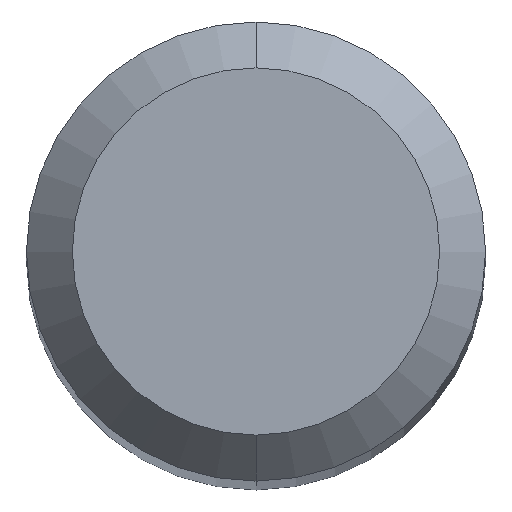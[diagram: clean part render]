
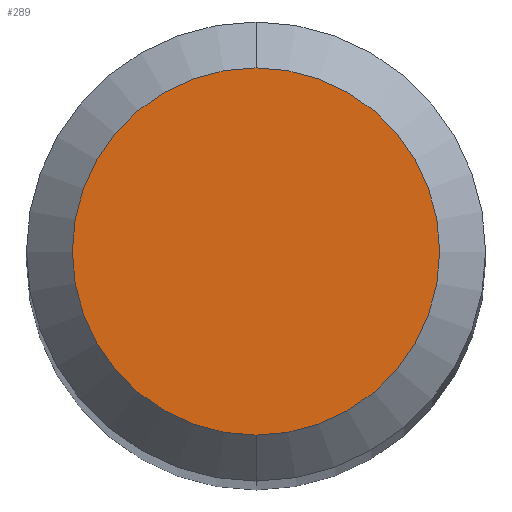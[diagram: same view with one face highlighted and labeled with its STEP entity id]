
A CAD part, top view. The second image highlights one B-rep face of the part: STEP entity #289.
In plain terms, the highlighted planar face has unit normal (0, 0, 1).
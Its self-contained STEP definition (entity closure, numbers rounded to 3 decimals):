
#255=EDGE_CURVE('',#339,#257,#555,.T.);
#257=VERTEX_POINT('',#557);
#289=ADVANCED_FACE('',(#590),#591,.T.);
#339=VERTEX_POINT('',#646);
#399=EDGE_CURVE('',#257,#339,#717,.T.);
#555=CIRCLE('',#1013,1.2);
#557=CARTESIAN_POINT('',(0.,-1.2,0.0));
#590=FACE_OUTER_BOUND('',#1056,.T.);
#591=PLANE('',#1057);
#646=CARTESIAN_POINT('',(0.0,1.2,0.0));
#717=CIRCLE('',#1227,1.2);
#1013=AXIS2_PLACEMENT_3D('',#1480,#1481,#1482);
#1056=EDGE_LOOP('',(#1505,#1506));
#1057=AXIS2_PLACEMENT_3D('',#1507,#1508,#1509);
#1227=AXIS2_PLACEMENT_3D('',#1684,#1685,#1686);
#1480=CARTESIAN_POINT('',(0.0,0.0,0.0));
#1481=DIRECTION('',(0.0,0.0,-1.0));
#1482=DIRECTION('',(0.0,1.0,0.0));
#1505=ORIENTED_EDGE('',*,*,#255,.F.);
#1506=ORIENTED_EDGE('',*,*,#399,.F.);
#1507=CARTESIAN_POINT('',(0.0,0.6,0.0));
#1508=DIRECTION('',(-0.0,0.0,1.0));
#1509=DIRECTION('',(0.0,-1.0,0.0));
#1684=CARTESIAN_POINT('',(0.0,0.0,0.0));
#1685=DIRECTION('',(0.0,0.0,-1.0));
#1686=DIRECTION('',(0.0,1.0,0.0));
